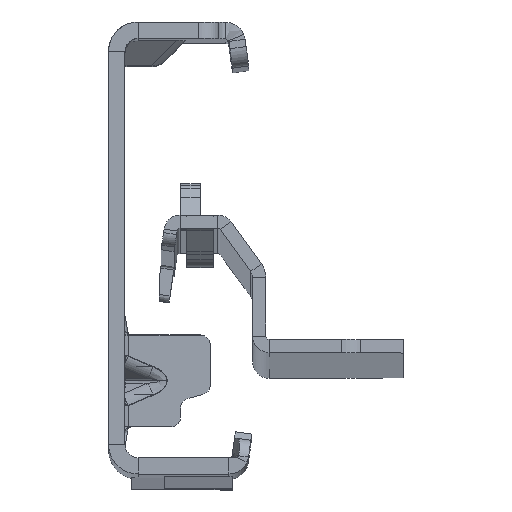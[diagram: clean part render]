
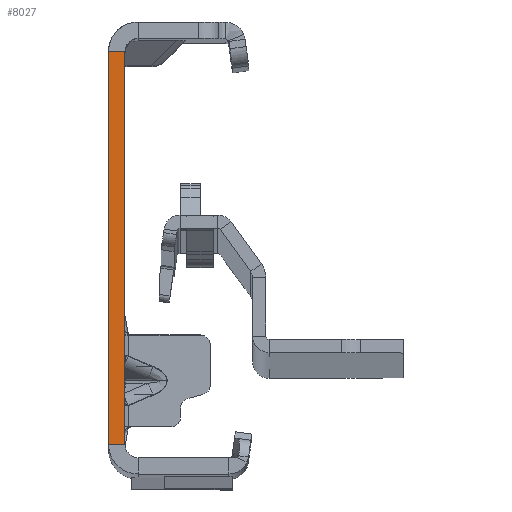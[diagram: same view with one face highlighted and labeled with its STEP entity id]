
A CAD part, top view. The second image highlights one B-rep face of the part: STEP entity #8027.
In plain terms, the highlighted planar face has unit normal (0, 0, 1).
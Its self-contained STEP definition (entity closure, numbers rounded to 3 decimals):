
#28 = CARTESIAN_POINT ( 'NONE',  ( -2.5, -32., 0. ) ) ;
#6561 = ORIENTED_EDGE ( 'NONE', *, *, #35589, .T. ) ;
#8027 = ADVANCED_FACE ( 'NONE', ( #37985 ), #37732, .T. ) ;
#8811 = VERTEX_POINT ( 'NONE', #46265 ) ;
#11036 = DIRECTION ( 'NONE',  ( 1., 0., 0. ) ) ;
#11355 = VERTEX_POINT ( 'NONE', #22435 ) ;
#12529 = CARTESIAN_POINT ( 'NONE',  ( -2.5, -32., 0. ) ) ;
#12772 = DIRECTION ( 'NONE',  ( 0., -1., 0. ) ) ;
#14225 = DIRECTION ( 'NONE',  ( -1., 0., 0. ) ) ;
#14486 = VECTOR ( 'NONE', #12772, 1000. ) ;
#14541 = CARTESIAN_POINT ( 'NONE',  ( 0., 30., 0. ) ) ;
#14655 = VECTOR ( 'NONE', #14225, 1000. ) ;
#16408 = EDGE_CURVE ( 'NONE', #8811, #37218, #36715, .T. ) ;
#16943 = EDGE_CURVE ( 'NONE', #11355, #48616, #26793, .T. ) ;
#18994 = VECTOR ( 'NONE', #39454, 1000. ) ;
#21678 = CARTESIAN_POINT ( 'NONE',  ( -2.5, 30., 0. ) ) ;
#21726 = CARTESIAN_POINT ( 'NONE',  ( 0., -30., 0. ) ) ;
#22435 = CARTESIAN_POINT ( 'NONE',  ( 0., 30., 0. ) ) ;
#23326 = ORIENTED_EDGE ( 'NONE', *, *, #16943, .T. ) ;
#23787 = LINE ( 'NONE', #12529, #14486 ) ;
#26488 = CARTESIAN_POINT ( 'NONE',  ( -2.5, -30., 0. ) ) ;
#26793 = LINE ( 'NONE', #14541, #31041 ) ;
#29795 = DIRECTION ( 'NONE',  ( 0., 0., 1. ) ) ;
#29803 = DIRECTION ( 'NONE',  ( -1., 0., 0. ) ) ;
#30311 = EDGE_LOOP ( 'NONE', ( #37053, #23326, #6561, #48163 ) ) ;
#31041 = VECTOR ( 'NONE', #29803, 1000. ) ;
#32277 = CARTESIAN_POINT ( 'NONE',  ( 0., -32., 0. ) ) ;
#34359 = AXIS2_PLACEMENT_3D ( 'NONE', #28, #29795, #11036 ) ;
#35499 = LINE ( 'NONE', #32277, #18994 ) ;
#35589 = EDGE_CURVE ( 'NONE', #48616, #37218, #23787, .T. ) ;
#36715 = LINE ( 'NONE', #21726, #14655 ) ;
#37053 = ORIENTED_EDGE ( 'NONE', *, *, #42131, .F. ) ;
#37218 = VERTEX_POINT ( 'NONE', #26488 ) ;
#37732 = PLANE ( 'NONE',  #34359 ) ;
#37985 = FACE_OUTER_BOUND ( 'NONE', #30311, .T. ) ;
#39454 = DIRECTION ( 'NONE',  ( 0., -1., 0. ) ) ;
#42131 = EDGE_CURVE ( 'NONE', #11355, #8811, #35499, .T. ) ;
#46265 = CARTESIAN_POINT ( 'NONE',  ( 0., -30., 0. ) ) ;
#48163 = ORIENTED_EDGE ( 'NONE', *, *, #16408, .F. ) ;
#48616 = VERTEX_POINT ( 'NONE', #21678 ) ;
